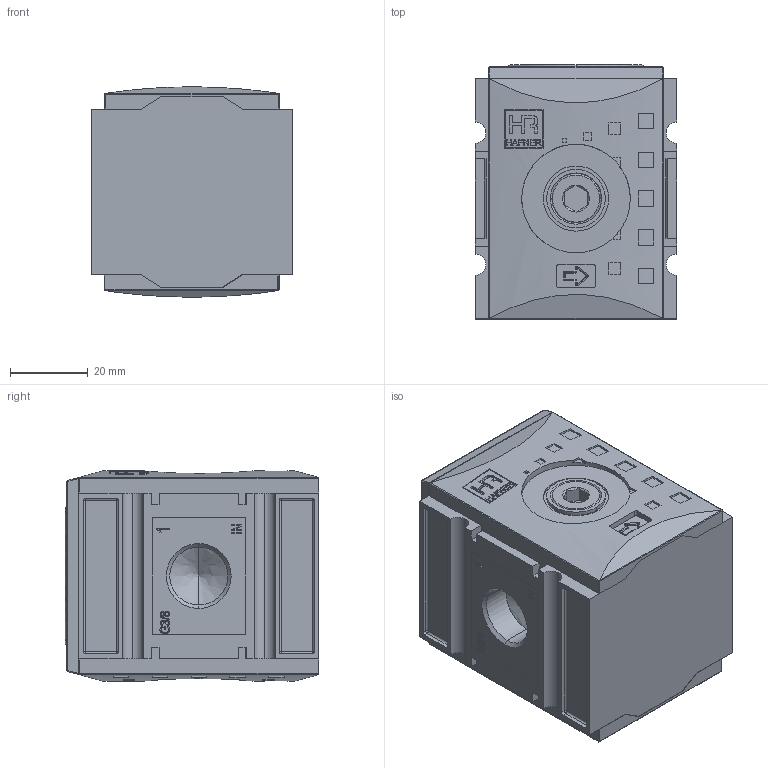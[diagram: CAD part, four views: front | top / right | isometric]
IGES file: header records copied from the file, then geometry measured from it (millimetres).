
Start section: SolidWorks IGES file using analytic representation for surfaces
Global section: file name: KDIS-138.IGS; native system: SolidWorks 2013; preprocessor: SolidWorks 2013; author: technolog; date: 140109.100137; units: millimetre
Bounding box: 52 x 65.5 x 54.2 mm (x, y, z)
Volume: 144714.5 mm3; surface area: 45956.7 mm2
Topology: 8 solids, 8 shells, 1031 faces, 5426 edges, 7033 vertices
Faces by surface type: plane 550, revolution 354, bspline 127
